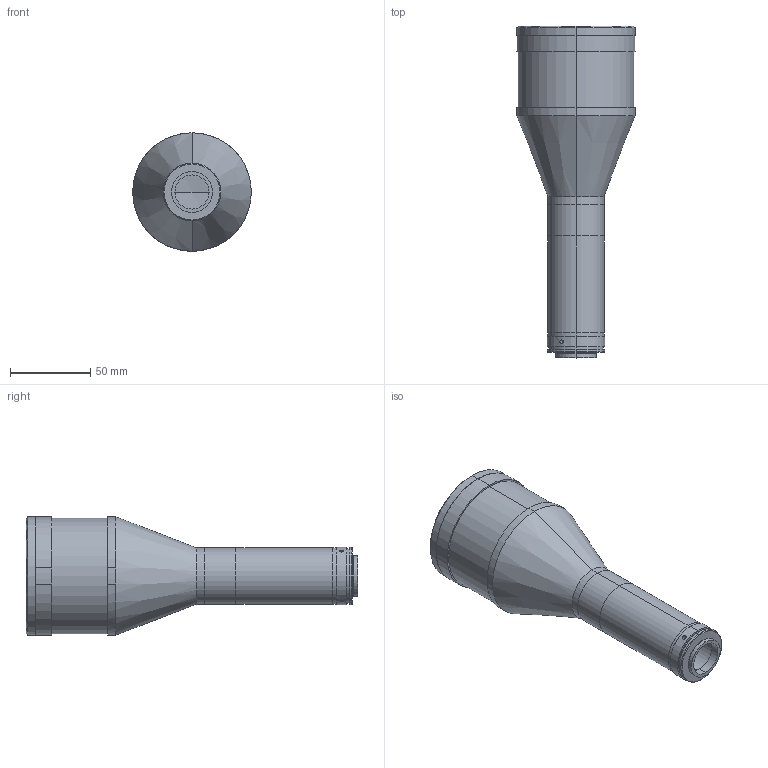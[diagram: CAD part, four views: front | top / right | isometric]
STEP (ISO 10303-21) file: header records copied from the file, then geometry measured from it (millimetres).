
FILE_DESCRIPTION (( 'STEP AP203' ), '1' );
FILE_NAME ('XF-5MDT0.3X178-1C.STEP', '2016-05-17T07:31:55', ( 'Lxtx999.CoM' ), ( 'Lxtx999.CoM' ), 'SwSTEP 2.0', 'SolidWorks 2014', '' );
FILE_SCHEMA (( 'CONFIG_CONTROL_DESIGN' ));
Length unit declared in the file: millimetre
Products named in the file (1): XF-5MDT0.3X178-1C
Bounding box: 74 x 207.29 x 74 mm (x, y, z)
Surface area: 45703.5 mm2 (no closed solid volume)
Topology: 0 solids, 12 shells, 82 faces, 207 edges, 140 vertices
Faces by surface type: cylinder 52, plane 22, cone 6, sphere 2
Entity records: 2782 total; most frequent: CARTESIAN_POINT 658, DIRECTION 482, ORIENTED_EDGE 356, EDGE_CURVE 207, AXIS2_PLACEMENT_3D 204, VERTEX_POINT 140, CIRCLE 121, EDGE_LOOP 99
